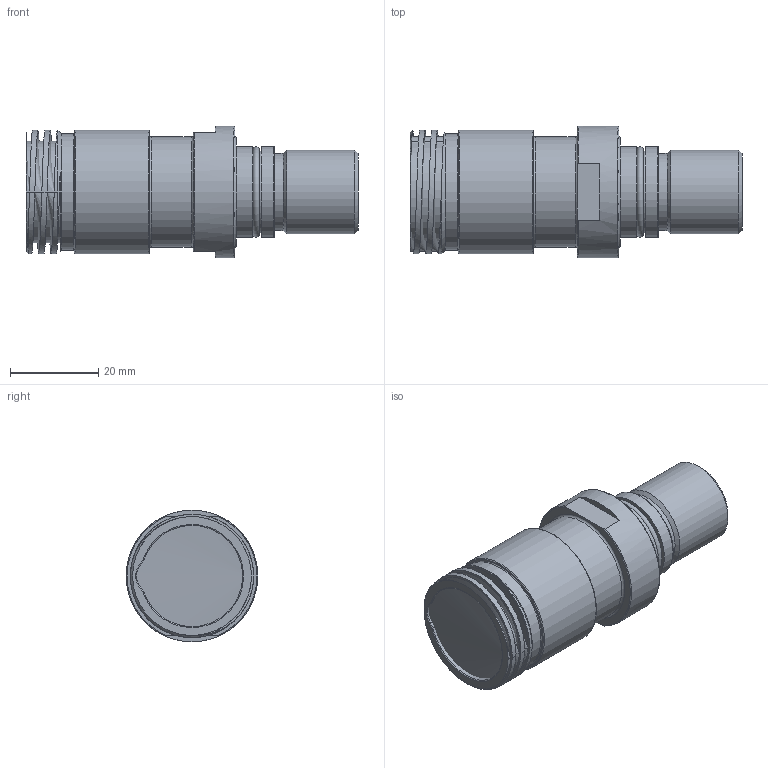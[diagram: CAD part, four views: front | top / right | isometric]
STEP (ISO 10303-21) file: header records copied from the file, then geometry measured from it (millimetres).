
FILE_DESCRIPTION(/* description */ (''),/* implementation_level */ '2;1');
FILE_NAME(/* name */ 'TrustLink MS BCR A 12 F.stp',/* time_stamp */ '2021-03-11T08:53:07+01:00',/* author */ ('sh'),/* organization */ (''),/* preprocessor_version */ 'ST-DEVELOPER v17.2',/* originating_system */ 'Autodesk Inventor 2019',/* authorisation */ '');
FILE_SCHEMA (('AUTOMOTIVE_DESIGN { 1 0 10303 214 3 1 1 }'));
Length unit declared in the file: millimetre
Products named in the file (1): TrustLink MS BCR A 12 F
Bounding box: 75.4 x 29.9 x 29.9 mm (x, y, z)
Volume: 21559.1 mm3; surface area: 14656.6 mm2
Topology: 2 solids, 4 shells, 980 faces, 2641 edges, 1701 vertices
Faces by surface type: plane 375, cylinder 296, bspline 130, cone 116, torus 63
Full cylindrical faces by diameter (mm): 0.5 x12, 1.05 x12, 1.1 x12, 1.12 x12, 1.32 x12, 1.6 x12, 1.75 x12, 1.78 x12, 1.8 x24, 1.98 x12, 2.4 x12, 14 x1, 15 x1, 17.5 x1, 18 x1, 18.7 x2, 19 x1, 19.05 x1, 19.5 x1, 20.574 x2, 22.5 x2, 23 x2, 25 x1, 25.2 x4, 26.3 x1, 26.5 x1, 27 x6, 28 x3, 29.9 x1
Entity records: 35131 total; most frequent: CARTESIAN_POINT 9810, ORIENTED_EDGE 5234, DIRECTION 4881, EDGE_CURVE 2617, AXIS2_PLACEMENT_3D 1864, VERTEX_POINT 1701, LINE 1153, VECTOR 1153
